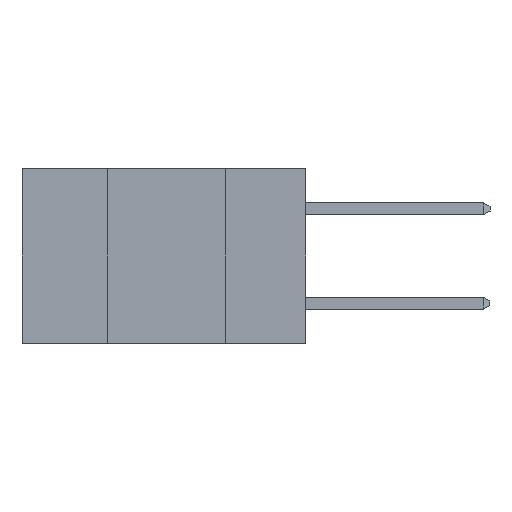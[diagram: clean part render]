
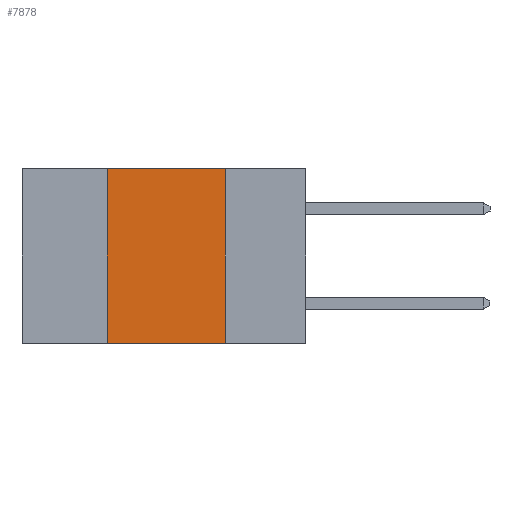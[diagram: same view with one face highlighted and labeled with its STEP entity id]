
A CAD part, left-side view. The second image highlights one B-rep face of the part: STEP entity #7878.
In plain terms, the highlighted planar face has unit normal (-1, 0, 0).
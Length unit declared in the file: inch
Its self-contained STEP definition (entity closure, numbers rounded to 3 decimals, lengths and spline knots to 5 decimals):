
#515 = LINE ( 'NONE', #18076, #24266 ) ;
#614 = ORIENTED_EDGE ( 'NONE', *, *, #2097, .F. ) ;
#1306 = DIRECTION ( 'NONE',  ( 1., 0., 0. ) ) ;
#1317 = ORIENTED_EDGE ( 'NONE', *, *, #2506, .T. ) ;
#2097 = EDGE_CURVE ( 'NONE', #14317, #27074, #9494, .T. ) ;
#2506 = EDGE_CURVE ( 'NONE', #5117, #15877, #27077, .T. ) ;
#4019 = CARTESIAN_POINT ( 'NONE',  ( 0., 0.42, 0. ) ) ;
#4036 = EDGE_CURVE ( 'NONE', #5117, #14317, #515, .T. ) ;
#5117 = VERTEX_POINT ( 'NONE', #22418 ) ;
#7398 = LINE ( 'NONE', #14818, #24388 ) ;
#7878 = ADVANCED_FACE ( 'NONE', ( #21460 ), #12599, .F. ) ;
#8799 = CARTESIAN_POINT ( 'NONE',  ( 0., 0.17, -0.37 ) ) ;
#9494 = LINE ( 'NONE', #19029, #21224 ) ;
#9942 = CARTESIAN_POINT ( 'NONE',  ( 0., 0.17, 0. ) ) ;
#10129 = EDGE_LOOP ( 'NONE', ( #26912, #614, #27759, #1317 ) ) ;
#11615 = EDGE_CURVE ( 'NONE', #27074, #15877, #7398, .T. ) ;
#12599 = PLANE ( 'NONE',  #26206 ) ;
#14317 = VERTEX_POINT ( 'NONE', #4019 ) ;
#14624 = CARTESIAN_POINT ( 'NONE',  ( 0., 0.6, -0.37 ) ) ;
#14818 = CARTESIAN_POINT ( 'NONE',  ( 0., 0.17, 0. ) ) ;
#15360 = VECTOR ( 'NONE', #20115, 39.37008 ) ;
#15877 = VERTEX_POINT ( 'NONE', #8799 ) ;
#16404 = DIRECTION ( 'NONE',  ( 0., -1., 0. ) ) ;
#16977 = DIRECTION ( 'NONE',  ( 0., 0., -1. ) ) ;
#16990 = DIRECTION ( 'NONE',  ( 0., 0., -1. ) ) ;
#17881 = DIRECTION ( 'NONE',  ( 0., 0., 1. ) ) ;
#18076 = CARTESIAN_POINT ( 'NONE',  ( 0., 0.42, 0. ) ) ;
#19029 = CARTESIAN_POINT ( 'NONE',  ( 0., 0.6, 0. ) ) ;
#20115 = DIRECTION ( 'NONE',  ( 0., -1., 0. ) ) ;
#21224 = VECTOR ( 'NONE', #16404, 39.37008 ) ;
#21460 = FACE_OUTER_BOUND ( 'NONE', #10129, .T. ) ;
#22418 = CARTESIAN_POINT ( 'NONE',  ( 0., 0.42, -0.37 ) ) ;
#24266 = VECTOR ( 'NONE', #17881, 39.37008 ) ;
#24388 = VECTOR ( 'NONE', #16990, 39.37008 ) ;
#26206 = AXIS2_PLACEMENT_3D ( 'NONE', #27985, #1306, #16977 ) ;
#26912 = ORIENTED_EDGE ( 'NONE', *, *, #11615, .F. ) ;
#27074 = VERTEX_POINT ( 'NONE', #9942 ) ;
#27077 = LINE ( 'NONE', #14624, #15360 ) ;
#27759 = ORIENTED_EDGE ( 'NONE', *, *, #4036, .F. ) ;
#27985 = CARTESIAN_POINT ( 'NONE',  ( 0., 0.6, 0. ) ) ;
